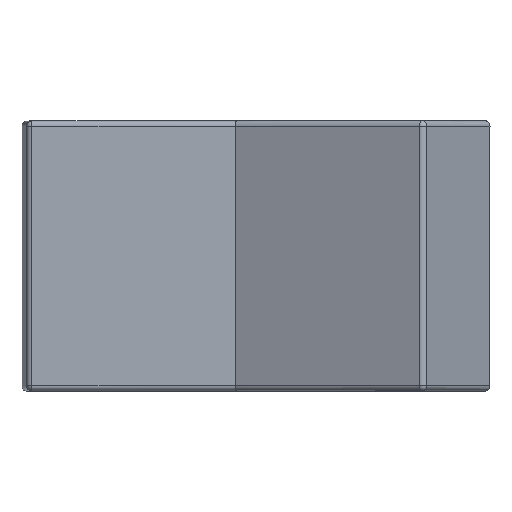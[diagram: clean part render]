
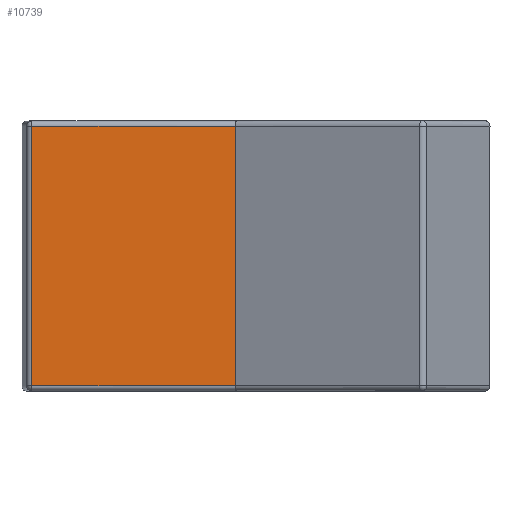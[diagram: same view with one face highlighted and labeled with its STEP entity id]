
A CAD part, top view. The second image highlights one B-rep face of the part: STEP entity #10739.
In plain terms, the highlighted planar face has unit normal (0, 0, 1).
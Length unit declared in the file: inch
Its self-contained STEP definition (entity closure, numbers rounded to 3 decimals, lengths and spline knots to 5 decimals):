
#915=FACE_OUTER_BOUND('',#1555,.T.);
#1555=EDGE_LOOP('',(#9415,#9416,#9417,#9418));
#2817=LINE('',#17721,#3957);
#2830=LINE('',#17772,#3970);
#2832=LINE('',#17775,#3972);
#2837=LINE('',#17789,#3977);
#3957=VECTOR('',#14398,0.3937);
#3970=VECTOR('',#14455,0.3937);
#3972=VECTOR('',#14459,0.3937);
#3977=VECTOR('',#14474,0.3937);
#5002=VERTEX_POINT('',#17713);
#5005=VERTEX_POINT('',#17720);
#5008=VERTEX_POINT('',#17727);
#5018=VERTEX_POINT('',#17756);
#6445=EDGE_CURVE('',#5005,#5002,#2817,.T.);
#6471=EDGE_CURVE('',#5008,#5018,#2830,.T.);
#6473=EDGE_CURVE('',#5002,#5008,#2832,.T.);
#6480=EDGE_CURVE('',#5005,#5018,#2837,.T.);
#9415=ORIENTED_EDGE('',*,*,#6445,.F.);
#9416=ORIENTED_EDGE('',*,*,#6480,.T.);
#9417=ORIENTED_EDGE('',*,*,#6471,.F.);
#9418=ORIENTED_EDGE('',*,*,#6473,.F.);
#10131=PLANE('',#11746);
#10739=ADVANCED_FACE('',(#915),#10131,.T.);
#11746=AXIS2_PLACEMENT_3D('',#17898,#14580,#14581);
#14398=DIRECTION('',(-1.,0.,0.));
#14455=DIRECTION('',(1.,0.,0.));
#14459=DIRECTION('',(0.,1.,0.));
#14474=DIRECTION('',(0.,1.,0.));
#14580=DIRECTION('center_axis',(0.,0.,
1.));
#14581=DIRECTION('ref_axis',(0.,1.,0.));
#17713=CARTESIAN_POINT('',(-0.50228,-0.28563,0.79313));
#17720=CARTESIAN_POINT('',(-0.0546,-0.28563,0.79313));
#17721=CARTESIAN_POINT('',(-0.04307,-0.28563,0.79313));
#17727=CARTESIAN_POINT('',(-0.50228,0.28563,0.79313));
#17756=CARTESIAN_POINT('',(-0.0546,0.28563,0.79313));
#17772=CARTESIAN_POINT('',(-0.04307,0.28563,0.79313));
#17775=CARTESIAN_POINT('',(-0.50228,0.,0.79313));
#17789=CARTESIAN_POINT('',(-0.0546,0.,0.79313));
#17898=CARTESIAN_POINT('Origin',(-0.0546,0.,
0.79313));
